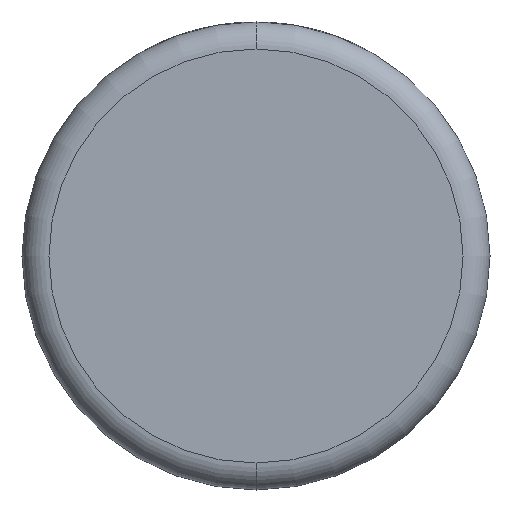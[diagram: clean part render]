
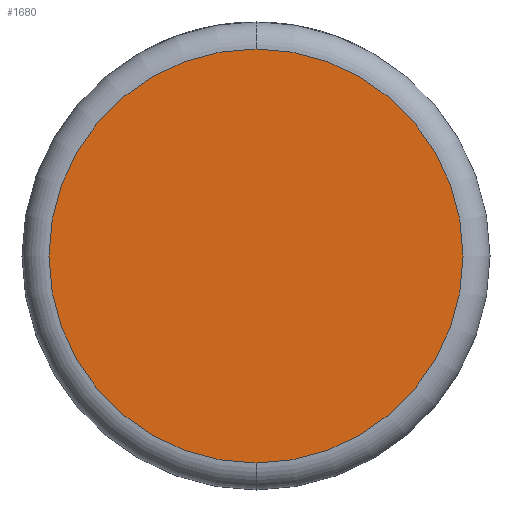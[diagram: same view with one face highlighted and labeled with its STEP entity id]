
A CAD part, front view. The second image highlights one B-rep face of the part: STEP entity #1680.
In plain terms, the highlighted planar face has unit normal (0, -1, 0).
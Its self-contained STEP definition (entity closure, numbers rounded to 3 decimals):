
#45 = DIRECTION ( 'NONE',  ( 0., 0., 1. ) ) ;
#81 = DIRECTION ( 'NONE',  ( 0., -1., 0. ) ) ;
#211 = EDGE_CURVE ( 'NONE', #3664, #1795, #558, .T. ) ;
#453 = CIRCLE ( 'NONE', #3984, 18.138 ) ;
#506 = CARTESIAN_POINT ( 'NONE',  ( 0., 0., -18.138 ) ) ;
#558 = CIRCLE ( 'NONE', #1665, 18.138 ) ;
#642 = EDGE_CURVE ( 'NONE', #1795, #3664, #453, .T. ) ;
#779 = DIRECTION ( 'NONE',  ( 0., -1., 0. ) ) ;
#1092 = AXIS2_PLACEMENT_3D ( 'NONE', #4707, #3948, #4283 ) ;
#1546 = CARTESIAN_POINT ( 'NONE',  ( 0., 0., 18.138 ) ) ;
#1665 = AXIS2_PLACEMENT_3D ( 'NONE', #2646, #779, #45 ) ;
#1680 = ADVANCED_FACE ( 'NONE', ( #4218 ), #3234, .F. ) ;
#1795 = VERTEX_POINT ( 'NONE', #506 ) ;
#1873 = DIRECTION ( 'NONE',  ( 0., 0., 1. ) ) ;
#2646 = CARTESIAN_POINT ( 'NONE',  ( 0., 0., 0. ) ) ;
#2935 = EDGE_LOOP ( 'NONE', ( #3380, #4812 ) ) ;
#3234 = PLANE ( 'NONE',  #1092 ) ;
#3380 = ORIENTED_EDGE ( 'NONE', *, *, #211, .T. ) ;
#3664 = VERTEX_POINT ( 'NONE', #1546 ) ;
#3730 = CARTESIAN_POINT ( 'NONE',  ( 0., 0., 0. ) ) ;
#3948 = DIRECTION ( 'NONE',  ( 0., 1., 0. ) ) ;
#3984 = AXIS2_PLACEMENT_3D ( 'NONE', #3730, #81, #1873 ) ;
#4218 = FACE_OUTER_BOUND ( 'NONE', #2935, .T. ) ;
#4283 = DIRECTION ( 'NONE',  ( 0., 0., 1. ) ) ;
#4707 = CARTESIAN_POINT ( 'NONE',  ( 0., 0., 0. ) ) ;
#4812 = ORIENTED_EDGE ( 'NONE', *, *, #642, .T. ) ;
